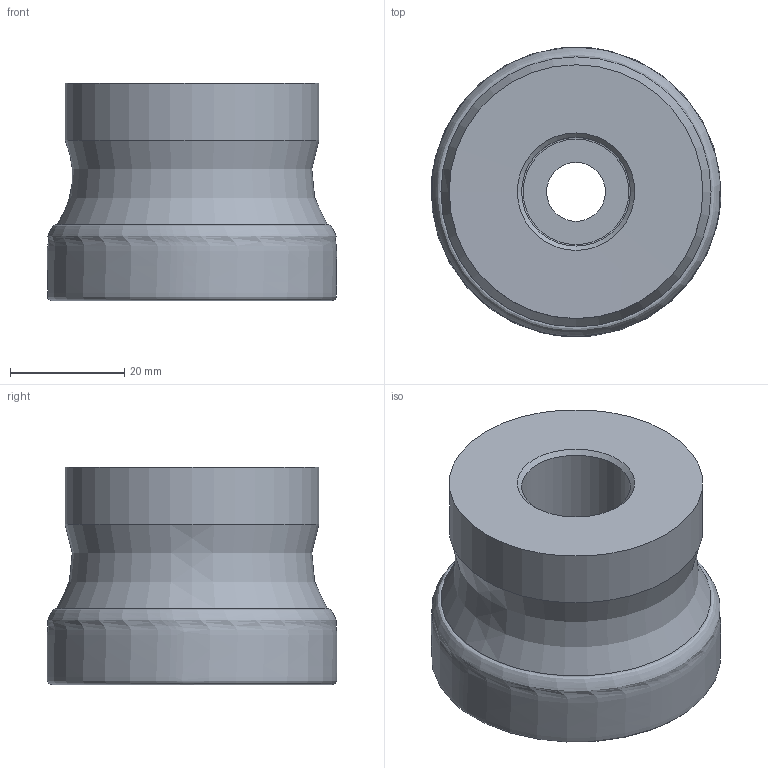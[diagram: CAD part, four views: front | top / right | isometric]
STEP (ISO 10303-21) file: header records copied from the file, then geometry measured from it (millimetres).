
FILE_DESCRIPTION(/* description */ (''),/* implementation_level */ '2;1');
FILE_NAME(/* name */ '1696483506227.stp',/* time_stamp */ '2023-10-05T10:55:18+05:00',/* author */ (''),/* organization */ ('SMS'),/* preprocessor_version */ 'ST-DEVELOPER v16.7',/* originating_system */ 'SIEMENS PLM Software NX 12.0',/* authorisation */ '');
FILE_SCHEMA (('AUTOMOTIVE_DESIGN { 1 0 10303 214 3 1 1 1 }'));
Length unit declared in the file: millimetre
Products named in the file (4): 204674516mod000_00; 204686140mod000_00; ASSEMBLY_CONSTRUCTION; 204686138mod000_00
Assembly tree (3 placements, depth 2):
  204686138mod000_00
    ASSEMBLY_CONSTRUCTION
    204686140mod000_00
    204674516mod000_00
Bounding box: 50.66 x 50.71 x 38.08 mm (x, y, z)
Volume: 63948.1 mm3; surface area: 15869 mm2
Topology: 2 solids, 2 shells, 21 faces, 43 edges, 37 vertices
Faces by surface type: cylinder 6, torus 6, plane 4, cone 4, bspline 1
Full cylindrical faces by diameter (mm): 10.31 x1, 15.88 x1, 19.05 x1, 20.07 x1, 44.45 x1, 48.3 x1
Entity records: 10581 total; most frequent: CARTESIAN_POINT 10010, DIRECTION 106, AXIS2_PLACEMENT_3D 53, FACE_BOUND 41, EDGE_LOOP 40, ORIENTED_EDGE 40, STYLED_ITEM 23, PRESENTATION_STYLE_ASSIGNMENT 23
